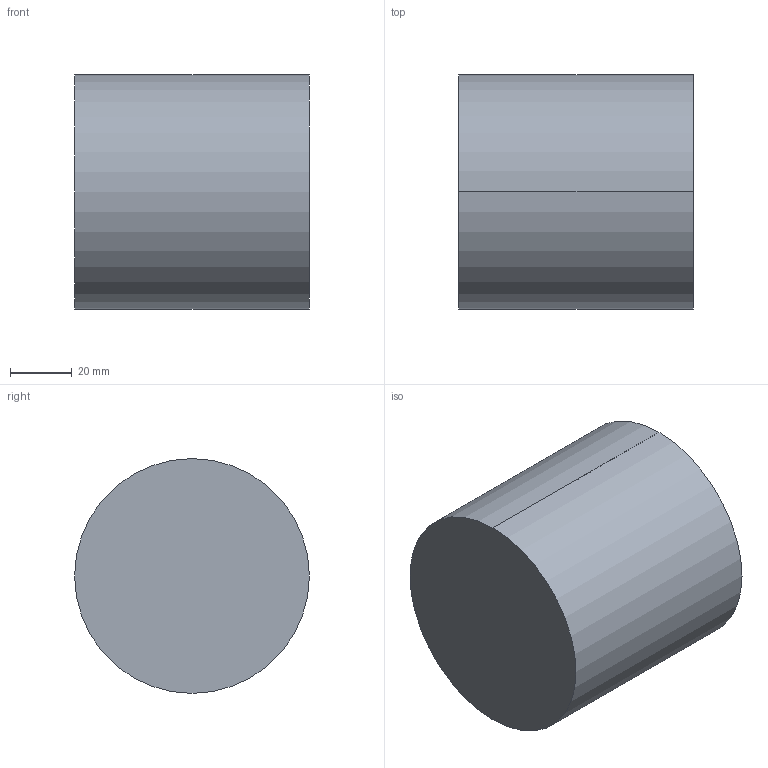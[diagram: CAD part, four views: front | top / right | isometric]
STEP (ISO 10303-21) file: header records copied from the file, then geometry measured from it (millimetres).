
FILE_DESCRIPTION (( 'STEP AP214' ), '1' );
FILE_NAME ('3CSS-3.STEP', '2020-10-23T00:04:22', ( '' ), ( '' ), 'SwSTEP 2.0', 'SolidWorks 2019', '' );
FILE_SCHEMA (( 'AUTOMOTIVE_DESIGN' ));
Length unit declared in the file: inch
Products named in the file (1): 3CSS-3
Bounding box: 76.2 x 76.2 x 76.2 mm (x, y, z)
Volume: 347500 mm3; surface area: 27362.2 mm2
Topology: 1 solids, 1 shells, 32 faces, 223 edges, 221 vertices
Faces by surface type: plane 30, cylinder 2
Entity records: 3431 total; most frequent: CARTESIAN_POINT 1703, ORIENTED_EDGE 446, EDGE_CURVE 223, VERTEX_POINT 221, DIRECTION 212, LINE 138, VECTOR 138, B_SPLINE_CURVE_WITH_KNOTS 81
